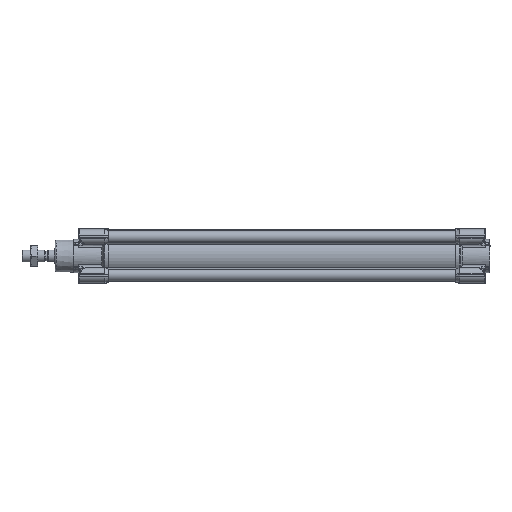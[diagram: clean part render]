
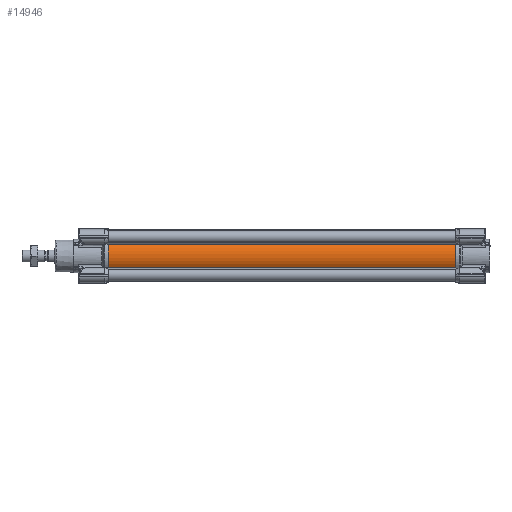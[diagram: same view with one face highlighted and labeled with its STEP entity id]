
A CAD part, left-side view. The second image highlights one B-rep face of the part: STEP entity #14946.
In plain terms, the highlighted cylindrical face has radius 17.5 mm (diameter 35 mm), a partial arc.
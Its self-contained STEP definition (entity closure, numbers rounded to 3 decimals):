
#3207 = VERTEX_POINT ( 'NONE', #22573 ) ;
#7215 = ORIENTED_EDGE ( 'NONE', *, *, #43821, .F. ) ;
#14946 = ADVANCED_FACE ( 'NONE', ( #101585 ), #55913, .T. ) ;
#14989 = DIRECTION ( 'NONE',  ( 1., 0., 0. ) ) ;
#16818 = VECTOR ( 'NONE', #45841, 1000. ) ;
#22263 = DIRECTION ( 'NONE',  ( 0., -1., 0. ) ) ;
#22573 = CARTESIAN_POINT ( 'NONE',  ( -14.587, 319., -9.667 ) ) ;
#25271 = VERTEX_POINT ( 'NONE', #45452 ) ;
#28995 = VECTOR ( 'NONE', #50221, 1000. ) ;
#30857 = EDGE_CURVE ( 'NONE', #96928, #38041, #113976, .T. ) ;
#38041 = VERTEX_POINT ( 'NONE', #79699 ) ;
#43821 = EDGE_CURVE ( 'NONE', #25271, #3207, #44076, .T. ) ;
#44076 = LINE ( 'NONE', #80823, #16818 ) ;
#45452 = CARTESIAN_POINT ( 'NONE',  ( -14.587, 25., -9.667 ) ) ;
#45841 = DIRECTION ( 'NONE',  ( 0., 1., 0. ) ) ;
#46105 = CARTESIAN_POINT ( 'NONE',  ( -14.587, 25., 9.667 ) ) ;
#50221 = DIRECTION ( 'NONE',  ( 0., 1., 0. ) ) ;
#55240 = CIRCLE ( 'NONE', #82171, 17.5 ) ;
#55913 = CYLINDRICAL_SURFACE ( 'NONE', #64046, 17.5 ) ;
#62007 = DIRECTION ( 'NONE',  ( 0., -1., 0. ) ) ;
#63714 = ORIENTED_EDGE ( 'NONE', *, *, #30857, .T. ) ;
#64046 = AXIS2_PLACEMENT_3D ( 'NONE', #85389, #112406, #92591 ) ;
#72881 = CARTESIAN_POINT ( 'NONE',  ( 0., 25., 0. ) ) ;
#74298 = EDGE_CURVE ( 'NONE', #96928, #25271, #55240, .T. ) ;
#79699 = CARTESIAN_POINT ( 'NONE',  ( -14.587, 319., 9.667 ) ) ;
#80196 = DIRECTION ( 'NONE',  ( 1., 0., 0. ) ) ;
#80358 = CIRCLE ( 'NONE', #93652, 17.5 ) ;
#80823 = CARTESIAN_POINT ( 'NONE',  ( -14.587, 275., -9.667 ) ) ;
#82171 = AXIS2_PLACEMENT_3D ( 'NONE', #72881, #62007, #80196 ) ;
#85389 = CARTESIAN_POINT ( 'NONE',  ( 0., 275., 0. ) ) ;
#88430 = CARTESIAN_POINT ( 'NONE',  ( 0., 319., 0. ) ) ;
#89326 = ORIENTED_EDGE ( 'NONE', *, *, #74298, .F. ) ;
#92591 = DIRECTION ( 'NONE',  ( -1., 0., 0. ) ) ;
#93652 = AXIS2_PLACEMENT_3D ( 'NONE', #88430, #22263, #14989 ) ;
#96928 = VERTEX_POINT ( 'NONE', #46105 ) ;
#101585 = FACE_OUTER_BOUND ( 'NONE', #110958, .T. ) ;
#103167 = CARTESIAN_POINT ( 'NONE',  ( -14.587, 275., 9.667 ) ) ;
#105625 = ORIENTED_EDGE ( 'NONE', *, *, #116804, .T. ) ;
#110958 = EDGE_LOOP ( 'NONE', ( #105625, #7215, #89326, #63714 ) ) ;
#112406 = DIRECTION ( 'NONE',  ( 0., 1., 0. ) ) ;
#113976 = LINE ( 'NONE', #103167, #28995 ) ;
#116804 = EDGE_CURVE ( 'NONE', #38041, #3207, #80358, .T. ) ;
